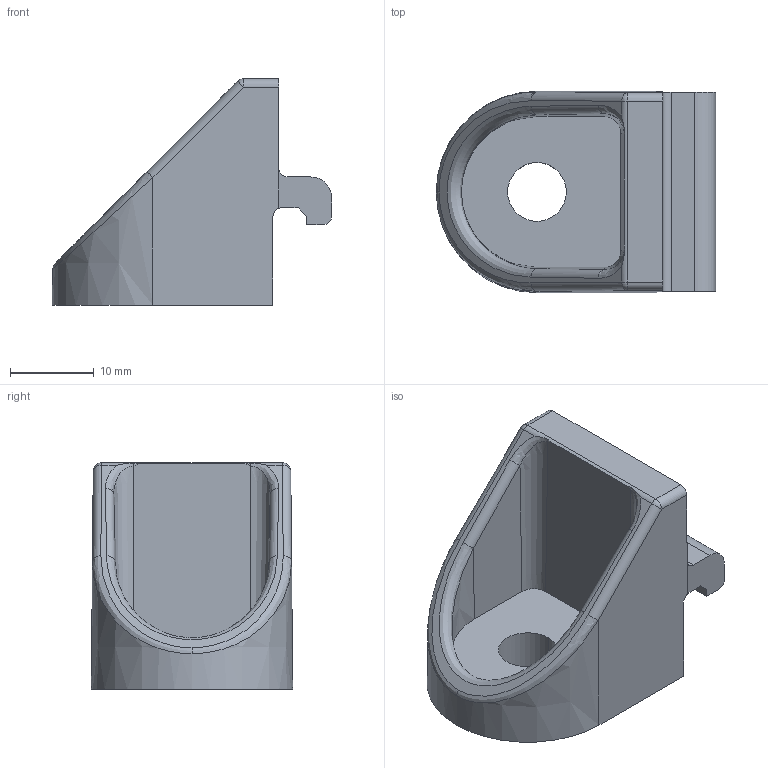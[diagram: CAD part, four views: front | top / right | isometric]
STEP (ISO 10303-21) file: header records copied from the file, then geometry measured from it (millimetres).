
FILE_DESCRIPTION (( 'STEP AP214' ), '1' );
FILE_NAME ('093wk301n06r.STEP', '2014-08-19T13:36:44', ( '' ), ( '' ), 'SwSTEP 2.0', 'SolidWorks 2014', '' );
FILE_SCHEMA (( 'AUTOMOTIVE_DESIGN' ));
Length unit declared in the file: millimetre
Products named in the file (1): 093wk301n06r
Bounding box: 33.3 x 24 x 27 mm (x, y, z)
Volume: 7121.5 mm3; surface area: 4078.2 mm2
Topology: 1 solids, 1 shells, 47 faces, 121 edges, 76 vertices
Faces by surface type: plane 21, cylinder 13, bspline 7, cone 4, sphere 2
Entity records: 1792 total; most frequent: CARTESIAN_POINT 660, ORIENTED_EDGE 242, DIRECTION 216, EDGE_CURVE 121, VERTEX_POINT 76, AXIS2_PLACEMENT_3D 74, VECTOR 68, LINE 68
